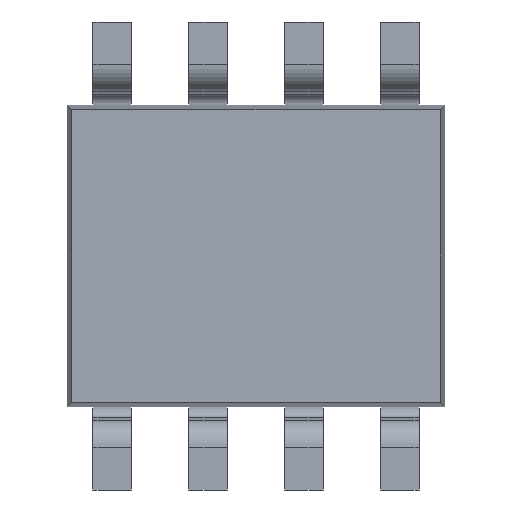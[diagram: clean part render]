
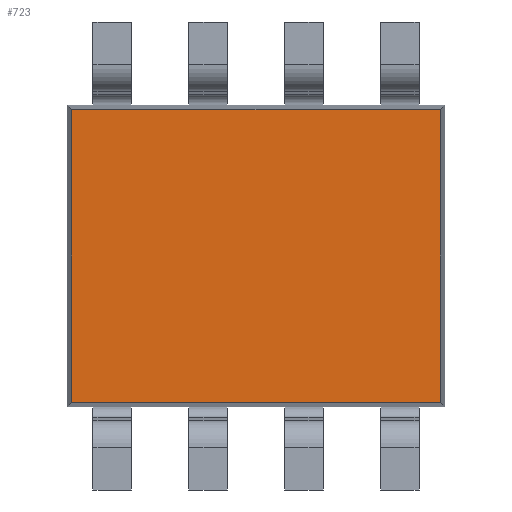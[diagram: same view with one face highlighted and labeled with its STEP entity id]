
A CAD part, front view. The second image highlights one B-rep face of the part: STEP entity #723.
In plain terms, the highlighted planar face has unit normal (0, -1, 0).
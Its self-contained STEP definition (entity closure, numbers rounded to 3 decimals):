
#68 = ORIENTED_EDGE ( 'NONE', *, *, #2516, .T. ) ;
#93 = DIRECTION ( 'NONE',  ( -1., 0., 0. ) ) ;
#135 = VERTEX_POINT ( 'NONE', #234 ) ;
#217 = VECTOR ( 'NONE', #3907, 1000. ) ;
#234 = CARTESIAN_POINT ( 'NONE',  ( -2.439, 0.095, 1.939 ) ) ;
#559 = VERTEX_POINT ( 'NONE', #4112 ) ;
#616 = ORIENTED_EDGE ( 'NONE', *, *, #1178, .T. ) ;
#723 = ADVANCED_FACE ( 'NONE', ( #5025 ), #2921, .T. ) ;
#739 = ORIENTED_EDGE ( 'NONE', *, *, #1032, .T. ) ;
#748 = ORIENTED_EDGE ( 'NONE', *, *, #4333, .T. ) ;
#842 = CARTESIAN_POINT ( 'NONE',  ( 2.5, 0.095, 1.939 ) ) ;
#1032 = EDGE_CURVE ( 'NONE', #2469, #135, #3895, .T. ) ;
#1178 = EDGE_CURVE ( 'NONE', #135, #4767, #3235, .T. ) ;
#1452 = CARTESIAN_POINT ( 'NONE',  ( 2.439, 0.095, 1.939 ) ) ;
#1526 = DIRECTION ( 'NONE',  ( 0., 0., -1. ) ) ;
#1648 = VECTOR ( 'NONE', #1526, 1000. ) ;
#1744 = CARTESIAN_POINT ( 'NONE',  ( -2.439, 0.095, -1.939 ) ) ;
#1749 = LINE ( 'NONE', #1802, #3988 ) ;
#1750 = CARTESIAN_POINT ( 'NONE',  ( -2.5, 0.095, 2. ) ) ;
#1802 = CARTESIAN_POINT ( 'NONE',  ( 2.439, 0.095, -2. ) ) ;
#2469 = VERTEX_POINT ( 'NONE', #1452 ) ;
#2516 = EDGE_CURVE ( 'NONE', #4767, #559, #4660, .T. ) ;
#2852 = AXIS2_PLACEMENT_3D ( 'NONE', #1750, #3377, #4160 ) ;
#2921 = PLANE ( 'NONE',  #2852 ) ;
#3187 = CARTESIAN_POINT ( 'NONE',  ( -2.5, 0.095, -1.939 ) ) ;
#3235 = LINE ( 'NONE', #5160, #1648 ) ;
#3369 = DIRECTION ( 'NONE',  ( 0., 0., 1. ) ) ;
#3377 = DIRECTION ( 'NONE',  ( 0., -1., 0. ) ) ;
#3895 = LINE ( 'NONE', #842, #4334 ) ;
#3907 = DIRECTION ( 'NONE',  ( 1., 0., 0. ) ) ;
#3988 = VECTOR ( 'NONE', #3369, 1000. ) ;
#3997 = EDGE_LOOP ( 'NONE', ( #739, #616, #68, #748 ) ) ;
#4112 = CARTESIAN_POINT ( 'NONE',  ( 2.439, 0.095, -1.939 ) ) ;
#4160 = DIRECTION ( 'NONE',  ( 0., 0., -1. ) ) ;
#4333 = EDGE_CURVE ( 'NONE', #559, #2469, #1749, .T. ) ;
#4334 = VECTOR ( 'NONE', #93, 1000. ) ;
#4660 = LINE ( 'NONE', #3187, #217 ) ;
#4767 = VERTEX_POINT ( 'NONE', #1744 ) ;
#5025 = FACE_OUTER_BOUND ( 'NONE', #3997, .T. ) ;
#5160 = CARTESIAN_POINT ( 'NONE',  ( -2.439, 0.095, 2. ) ) ;
